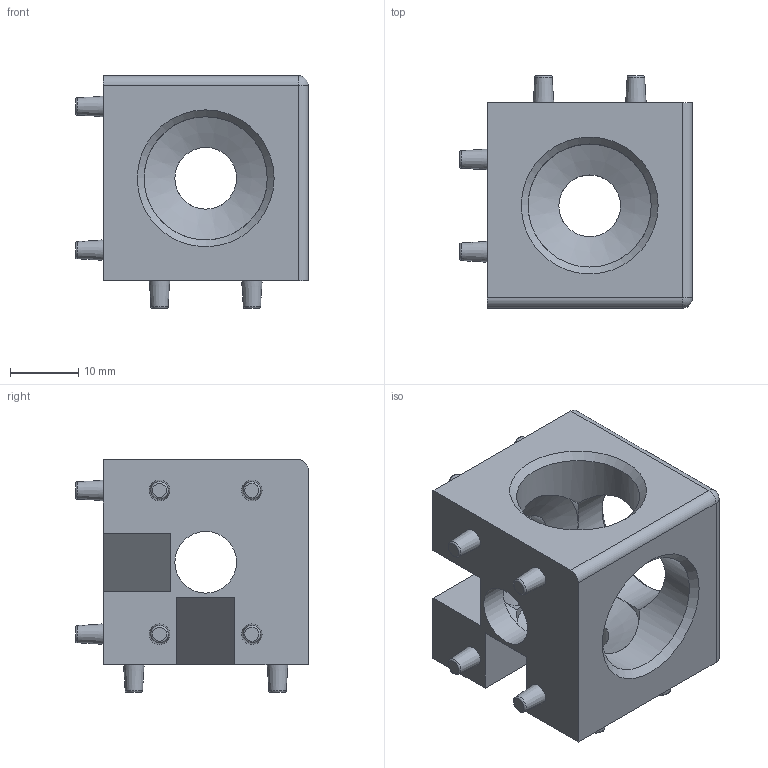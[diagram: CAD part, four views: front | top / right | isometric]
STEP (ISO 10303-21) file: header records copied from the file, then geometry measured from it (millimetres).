
FILE_DESCRIPTION( ( '' ), ' ' );
FILE_NAME( '5974b4b57e87f310643ad97a.step', '2017-07-23T14:37:47', ( '' ), ( '' ), ' ', ' ', ' ' );
FILE_SCHEMA( ( 'AUTOMOTIVE_DESIGN { 1 0 10303 214 1 1 1 1 }' ) );
Length unit declared in the file: metre
Products named in the file (1): Main
Bounding box: 34 x 34 x 34 mm (x, y, z)
Volume: 14176.6 mm3; surface area: 7109.6 mm2
Topology: 1 solids, 1 shells, 88 faces, 201 edges, 125 vertices
Faces by surface type: plane 36, cylinder 21, cone 18, torus 12, sphere 1
Full cylindrical faces by diameter (mm): 9 x3, 18 x3
Entity records: 2905 total; most frequent: CARTESIAN_POINT 423, DIRECTION 376, ORIENTED_EDGE 304, AXIS2_PLACEMENT_3D 158, EDGE_CURVE 152, EDGE_LOOP 145, VERTEX_POINT 113, FACE_OUTER_BOUND 106
